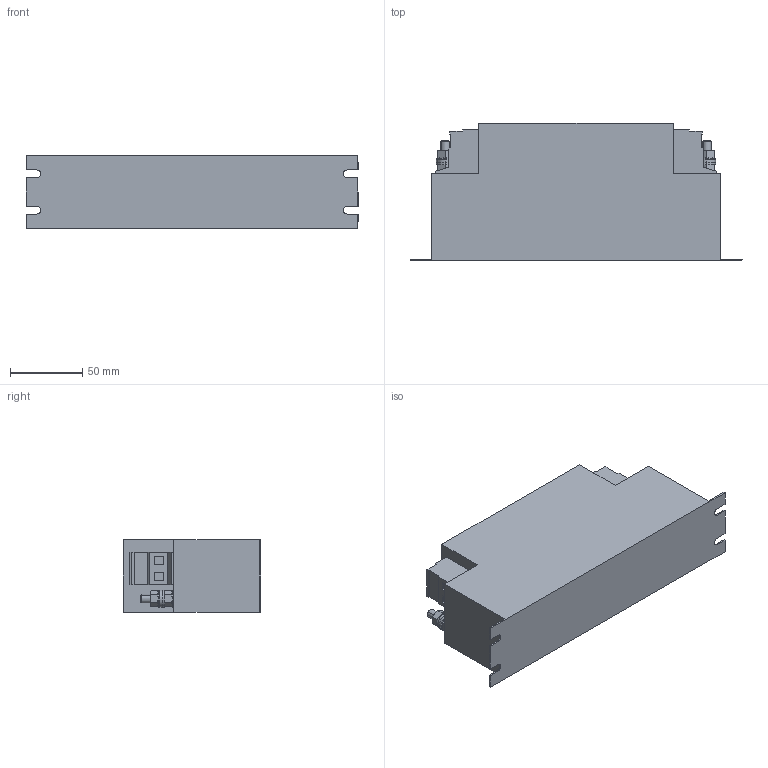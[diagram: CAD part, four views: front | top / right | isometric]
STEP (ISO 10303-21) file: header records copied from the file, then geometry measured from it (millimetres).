
FILE_DESCRIPTION (( 'STEP AP214' ), '1' );
FILE_NAME ('192668.STEP', '2020-05-28T20:54:55', ( '' ), ( '' ), 'SwSTEP 2.0', 'SolidWorks 2018', '' );
FILE_SCHEMA (( 'AUTOMOTIVE_DESIGN' ));
Length unit declared in the file: millimetre
Products named in the file (1): 192668
Bounding box: 230 x 95 x 50 mm (x, y, z)
Volume: 869499 mm3; surface area: 70253.5 mm2
Topology: 1 solids, 1 shells, 222 faces, 548 edges, 344 vertices
Faces by surface type: plane 122, cone 52, cylinder 40, torus 8
Entity records: 6870 total; most frequent: CARTESIAN_POINT 1675, ORIENTED_EDGE 1096, DIRECTION 1026, EDGE_CURVE 548, AXIS2_PLACEMENT_3D 367, VERTEX_POINT 344, LINE 292, VECTOR 292
